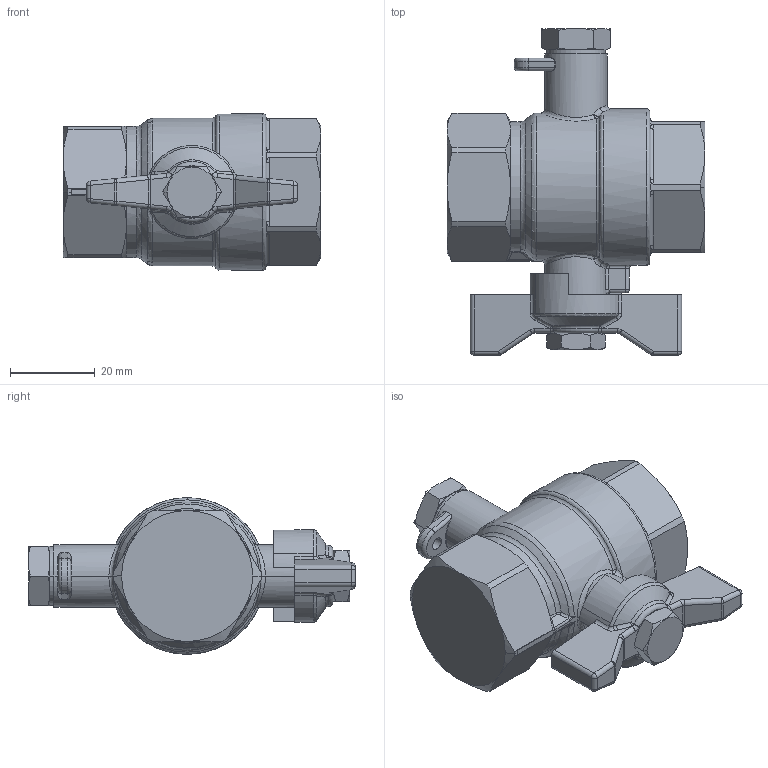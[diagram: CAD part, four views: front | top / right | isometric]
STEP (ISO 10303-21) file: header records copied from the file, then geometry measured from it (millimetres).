
FILE_DESCRIPTION(('CATIA V5 STEP Exchange','CAx-IF Rec.Pracs.--- Model Styling and Organization---1.4--- 2014-01-23','CAx-IF Rec.Pracs.---3D Tessellated Data Validation Properties---0.5---2014-09-14'),'2;1');
FILE_NAME('STEP_CAL19180_-_TST.stp','2022-03-30T06:18:16+00:00',('none'),('none'),'CATIA Version 5-6 Release 2019 SP3','CATIA V5 STEP AP242 v1','none');
FILE_SCHEMA(('AP242_MANAGED_MODEL_BASED_3D_ENGINEERING_MIM_LF {1 0 10303 442 1 1 4}'));
Length unit declared in the file: millimetre
Products named in the file (1): CAL19180 - TST
Bounding box: 61 x 77.3 x 37 mm (x, y, z)
Volume: 66750.9 mm3; surface area: 12411 mm2
Topology: 7 solids, 7 shells, 346 faces, 832 edges, 483 vertices
Faces by surface type: cylinder 85, plane 83, bspline 70, cone 58, torus 32, sphere 18
Entity records: 13238 total; most frequent: CARTESIAN_POINT 6677, ORIENTED_EDGE 1624, DIRECTION 833, EDGE_CURVE 812, VERTEX_POINT 483, AXIS2_PLACEMENT_3D 426, EDGE_LOOP 351, ADVANCED_FACE 346
